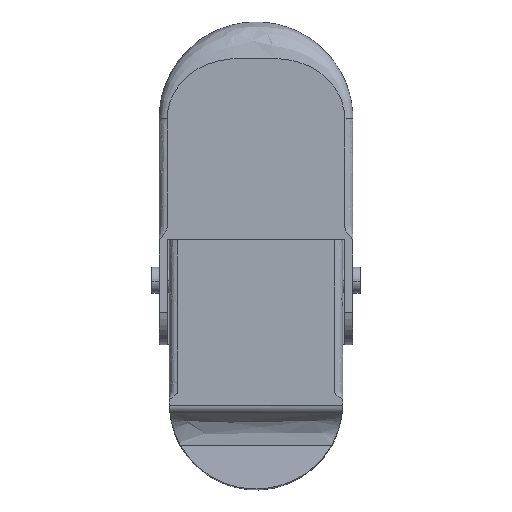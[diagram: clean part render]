
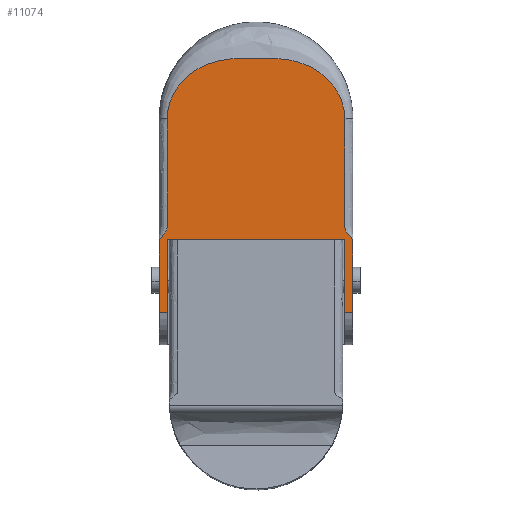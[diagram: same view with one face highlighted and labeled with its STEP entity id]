
A CAD part, front view. The second image highlights one B-rep face of the part: STEP entity #11074.
In plain terms, the highlighted free-form (B-spline) face has degree [1, 1] with [2, 2] control points.
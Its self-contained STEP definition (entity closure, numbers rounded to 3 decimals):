
#10079=CARTESIAN_POINT('',(-11.0,-5.8,-3.995));
#10080=VERTEX_POINT('',#10079);
#10098=CARTESIAN_POINT('',(-12.0,-5.8,-3.995));
#10099=VERTEX_POINT('',#10098);
#10100=CARTESIAN_POINT('',(-12.0,-5.8,-3.995));
#10101=CARTESIAN_POINT('',(-11.0,-5.8,-3.995));
#10102=QUASI_UNIFORM_CURVE('',1,(#10100,#10101),.UNSPECIFIED.,.F.,.U.);
#10103=EDGE_CURVE('',#10099,#10080,#10102,.T.);
#10148=CARTESIAN_POINT('',(11.0,-5.8,-3.995));
#10149=VERTEX_POINT('',#10148);
#10174=CARTESIAN_POINT('',(12.0,-5.8,-3.995));
#10175=VERTEX_POINT('',#10174);
#10191=CARTESIAN_POINT('',(12.0,-5.8,-3.995));
#10192=CARTESIAN_POINT('',(11.0,-5.8,-3.995));
#10193=QUASI_UNIFORM_CURVE('',1,(#10191,#10192),.UNSPECIFIED.,.F.,.U.);
#10194=EDGE_CURVE('',#10175,#10149,#10193,.T.);
#10307=CARTESIAN_POINT('',(11.0,-5.8,20.0));
#10308=VERTEX_POINT('',#10307);
#10362=CARTESIAN_POINT('',(-11.0,-5.8,20.0));
#10363=VERTEX_POINT('',#10362);
#10377=CARTESIAN_POINT('',(11.0,-5.8,20.0));
#10378=CARTESIAN_POINT('',(11.,-5.8,21.063));
#10379=CARTESIAN_POINT('',(10.639,-5.8,22.116));
#10380=CARTESIAN_POINT('',(10.292,-5.8,23.126));
#10381=CARTESIAN_POINT('',(9.657,-5.8,24.));
#10382=CARTESIAN_POINT('',(8.471,-5.8,25.635));
#10383=CARTESIAN_POINT('',(6.541,-5.8,26.541));
#10384=CARTESIAN_POINT('',(5.011,-5.8,27.259));
#10385=CARTESIAN_POINT('',(3.079,-5.8,27.434));
#10386=CARTESIAN_POINT('',(2.382,-5.8,27.498));
#10387=CARTESIAN_POINT('',(1.496,-5.8,27.505));
#10388=CARTESIAN_POINT('',(0.748,-5.8,27.51));
#10389=CARTESIAN_POINT('',(0.,-5.8,27.5));
#10390=CARTESIAN_POINT('',(-0.055,-5.8,27.499));
#10391=CARTESIAN_POINT('',(-0.741,-5.8,27.504));
#10392=CARTESIAN_POINT('',(-1.205,-5.8,27.507));
#10393=CARTESIAN_POINT('',(-1.496,-5.8,27.505));
#10394=CARTESIAN_POINT('',(-2.381,-5.8,27.498));
#10395=CARTESIAN_POINT('',(-3.079,-5.8,27.434));
#10396=CARTESIAN_POINT('',(-5.01,-5.8,27.259));
#10397=CARTESIAN_POINT('',(-6.541,-5.8,26.541));
#10398=CARTESIAN_POINT('',(-8.469,-5.8,25.636));
#10399=CARTESIAN_POINT('',(-9.657,-5.8,24.));
#10400=CARTESIAN_POINT('',(-10.291,-5.8,23.127));
#10401=CARTESIAN_POINT('',(-10.639,-5.8,22.116));
#10402=CARTESIAN_POINT('',(-11.,-5.8,21.064));
#10403=CARTESIAN_POINT('',(-11.0,-5.8,20.0));
#10404=B_SPLINE_CURVE_WITH_KNOTS('',2,(#10377,#10378,#10379,#10380,#10381,#10382,#10383,#10384,#10385,#10386,#10387,#10388,#10389,#10390,#10391,#10392,#10393,#10394,#10395,#10396,#10397,#10398,#10399,#10400,#10401,#10402,#10403),.UNSPECIFIED.,.F.,.U.,(3,2,2,2,2,2,2,2,2,2,2,2,2,3),(0.0,0.063,0.125,0.25,0.375,0.438,0.5,0.531,0.563,0.625,0.75,0.875,0.938,1.0),.UNSPECIFIED.);
#10405=EDGE_CURVE('',#10308,#10363,#10404,.T.);
#10439=CARTESIAN_POINT('',(-12.0,-5.8,5.));
#10440=VERTEX_POINT('',#10439);
#10451=CARTESIAN_POINT('',(-11.0,-5.8,20.0));
#10452=CARTESIAN_POINT('',(-11.0,-5.8,15.556));
#10453=CARTESIAN_POINT('',(-11.0,-5.8,11.111));
#10454=CARTESIAN_POINT('',(-11.0,-5.8,6.667));
#10455=CARTESIAN_POINT('',(-11.0,-5.8,6.111));
#10456=CARTESIAN_POINT('',(-11.5,-5.8,5.556));
#10457=CARTESIAN_POINT('',(-12.0,-5.8,5.));
#10458=B_SPLINE_CURVE_WITH_KNOTS('',3,(#10451,#10452,#10453,#10454,#10455,#10456,#10457),.UNSPECIFIED.,.F.,.U.,(4,3,4),(0.0,0.889,1.0),.UNSPECIFIED.);
#10459=EDGE_CURVE('',#10363,#10440,#10458,.T.);
#10494=CARTESIAN_POINT('',(12.0,-5.8,5.));
#10495=VERTEX_POINT('',#10494);
#10496=CARTESIAN_POINT('',(12.0,-5.8,5.));
#10497=CARTESIAN_POINT('',(11.5,-5.8,5.556));
#10498=CARTESIAN_POINT('',(11.0,-5.8,6.111));
#10499=CARTESIAN_POINT('',(11.0,-5.8,6.667));
#10500=CARTESIAN_POINT('',(11.0,-5.8,11.111));
#10501=CARTESIAN_POINT('',(11.0,-5.8,15.556));
#10502=CARTESIAN_POINT('',(11.0,-5.8,20.0));
#10503=B_SPLINE_CURVE_WITH_KNOTS('',3,(#10496,#10497,#10498,#10499,#10500,#10501,#10502),.UNSPECIFIED.,.F.,.U.,(4,3,4),(0.0,0.111,1.0),.UNSPECIFIED.);
#10504=EDGE_CURVE('',#10495,#10308,#10503,.T.);
#10895=CARTESIAN_POINT('',(-11.0,-5.8,5.));
#10896=VERTEX_POINT('',#10895);
#10902=CARTESIAN_POINT('',(-11.0,-5.8,-3.995));
#10903=CARTESIAN_POINT('',(-11.0,-5.8,5.));
#10904=QUASI_UNIFORM_CURVE('',1,(#10902,#10903),.UNSPECIFIED.,.F.,.U.);
#10905=EDGE_CURVE('',#10080,#10896,#10904,.T.);
#10934=CARTESIAN_POINT('',(11.0,-5.8,5.));
#10935=VERTEX_POINT('',#10934);
#10936=CARTESIAN_POINT('',(11.0,-5.8,-3.995));
#10937=CARTESIAN_POINT('',(11.0,-5.8,5.));
#10938=QUASI_UNIFORM_CURVE('',1,(#10936,#10937),.UNSPECIFIED.,.F.,.U.);
#10939=EDGE_CURVE('',#10149,#10935,#10938,.T.);
#11045=CARTESIAN_POINT('',(-13.199,-5.8,29.073));
#11046=CARTESIAN_POINT('',(13.199,-5.8,29.073));
#11047=CARTESIAN_POINT('',(-13.199,-5.8,-5.568));
#11048=CARTESIAN_POINT('',(13.199,-5.8,-5.568));
#11049=B_SPLINE_SURFACE_WITH_KNOTS('',1,1,((#11045,#11047),(#11046,#11048)),.UNSPECIFIED.,.F.,.F.,.U.,(2,2),(2,2),(0.0,26.398),(0.0,34.641),.UNSPECIFIED.);
#11050=CARTESIAN_POINT('',(11.0,-5.8,5.));
#11051=CARTESIAN_POINT('',(-11.0,-5.8,5.));
#11052=QUASI_UNIFORM_CURVE('',1,(#11050,#11051),.UNSPECIFIED.,.F.,.U.);
#11053=EDGE_CURVE('',#10935,#10896,#11052,.T.);
#11054=ORIENTED_EDGE('',*,*,#11053,.F.);
#11055=ORIENTED_EDGE('',*,*,#10939,.F.);
#11056=ORIENTED_EDGE('',*,*,#10194,.F.);
#11057=CARTESIAN_POINT('',(12.0,-5.8,-3.995));
#11058=CARTESIAN_POINT('',(12.0,-5.8,5.));
#11059=QUASI_UNIFORM_CURVE('',1,(#11057,#11058),.UNSPECIFIED.,.F.,.U.);
#11060=EDGE_CURVE('',#10175,#10495,#11059,.T.);
#11061=ORIENTED_EDGE('',*,*,#11060,.T.);
#11062=ORIENTED_EDGE('',*,*,#10504,.T.);
#11063=ORIENTED_EDGE('',*,*,#10405,.T.);
#11064=ORIENTED_EDGE('',*,*,#10459,.T.);
#11065=CARTESIAN_POINT('',(-12.0,-5.8,-3.995));
#11066=CARTESIAN_POINT('',(-12.0,-5.8,5.));
#11067=QUASI_UNIFORM_CURVE('',1,(#11065,#11066),.UNSPECIFIED.,.F.,.U.);
#11068=EDGE_CURVE('',#10099,#10440,#11067,.T.);
#11069=ORIENTED_EDGE('',*,*,#11068,.F.);
#11070=ORIENTED_EDGE('',*,*,#10103,.T.);
#11071=ORIENTED_EDGE('',*,*,#10905,.T.);
#11072=EDGE_LOOP('',(#11054,#11055,#11056,#11061,#11062,#11063,#11064,#11069,#11070,#11071));
#11073=FACE_OUTER_BOUND('',#11072,.T.);
#11074=ADVANCED_FACE('',(#11073),#11049,.F.);
